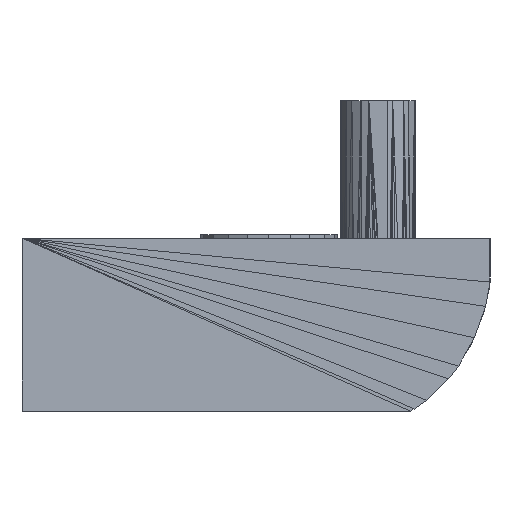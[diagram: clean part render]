
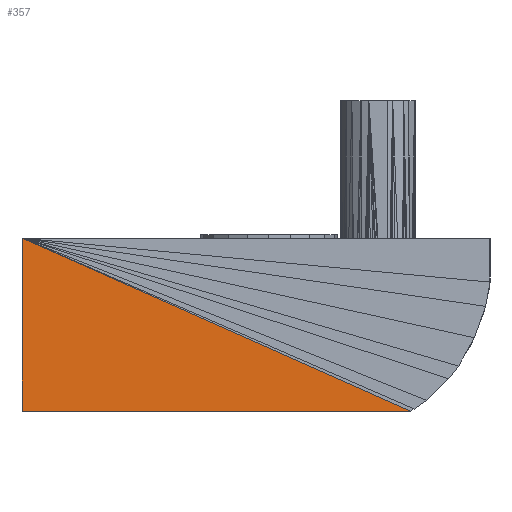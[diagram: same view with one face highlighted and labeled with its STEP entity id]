
A CAD part, left-side view. The second image highlights one B-rep face of the part: STEP entity #357.
In plain terms, the highlighted planar face has unit normal (-0.705, -0.71, 0).
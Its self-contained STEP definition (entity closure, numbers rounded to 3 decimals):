
#224 = VERTEX_POINT('',#225);
#225 = CARTESIAN_POINT('',(-21.9,9.,6.799));
#338 = EDGE_CURVE('',#224,#339,#341,.T.);
#339 = VERTEX_POINT('',#340);
#340 = CARTESIAN_POINT('',(-6.515,-6.271,0.));
#341 = LINE('',#342,#343);
#342 = CARTESIAN_POINT('',(-21.9,9.,6.799));
#343 = VECTOR('',#344,1.);
#344 = DIRECTION('',(0.677,-0.672,-0.299));
#357 = ADVANCED_FACE('',(#358),#375,.T.);
#358 = FACE_BOUND('',#359,.T.);
#359 = EDGE_LOOP('',(#360,#368,#369));
#360 = ORIENTED_EDGE('',*,*,#361,.T.);
#361 = EDGE_CURVE('',#362,#339,#364,.T.);
#362 = VERTEX_POINT('',#363);
#363 = CARTESIAN_POINT('',(-21.9,9.,0.));
#364 = LINE('',#365,#366);
#365 = CARTESIAN_POINT('',(-21.9,9.,0.));
#366 = VECTOR('',#367,1.);
#367 = DIRECTION('',(0.71,-0.704,0.));
#368 = ORIENTED_EDGE('',*,*,#338,.F.);
#369 = ORIENTED_EDGE('',*,*,#370,.F.);
#370 = EDGE_CURVE('',#362,#224,#371,.T.);
#371 = LINE('',#372,#373);
#372 = CARTESIAN_POINT('',(-21.9,9.,0.));
#373 = VECTOR('',#374,1.);
#374 = DIRECTION('',(0.,0.,1.));
#375 = PLANE('',#376);
#376 = AXIS2_PLACEMENT_3D('',#377,#378,#379);
#377 = CARTESIAN_POINT('',(-15.229,2.379,1.96
    ));
#378 = DIRECTION('',(-0.704,-0.71,0.
    ));
#379 = DIRECTION('',(-0.71,0.704,0.));
